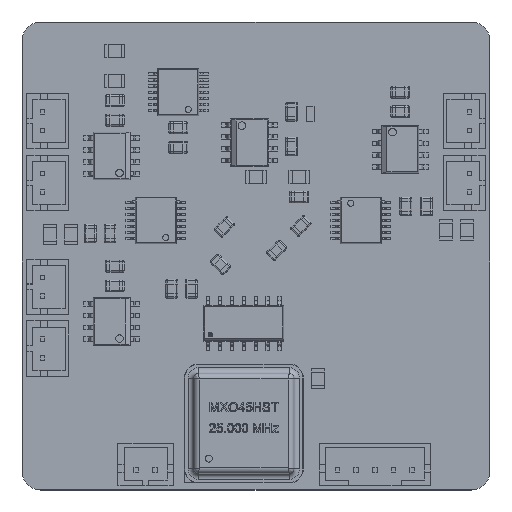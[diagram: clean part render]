
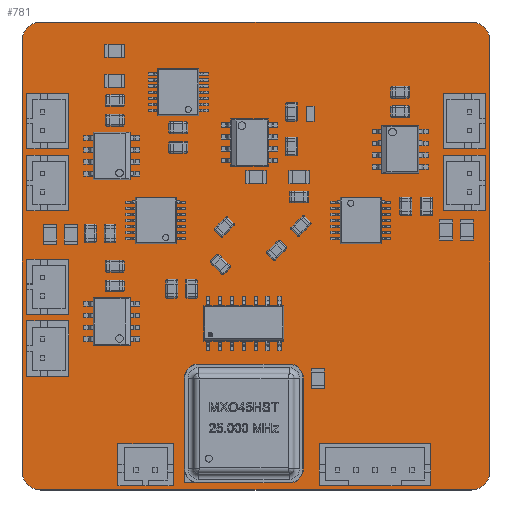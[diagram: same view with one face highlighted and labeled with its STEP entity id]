
A CAD part, top view. The second image highlights one B-rep face of the part: STEP entity #781.
In plain terms, the highlighted planar face has unit normal (0, 0, 1).
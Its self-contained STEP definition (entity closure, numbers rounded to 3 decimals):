
#516 = VERTEX_POINT('',#517);
#517 = CARTESIAN_POINT('',(0.,2.,0.798));
#523 = EDGE_CURVE('',#516,#524,#526,.T.);
#524 = VERTEX_POINT('',#525);
#525 = CARTESIAN_POINT('',(0.,48.,0.798));
#526 = LINE('',#527,#528);
#527 = CARTESIAN_POINT('',(0.,2.,0.798));
#528 = VECTOR('',#529,1.);
#529 = DIRECTION('',(0.,1.,0.));
#554 = EDGE_CURVE('',#524,#555,#557,.T.);
#555 = VERTEX_POINT('',#556);
#556 = CARTESIAN_POINT('',(2.,50.,0.798));
#557 = CIRCLE('',#558,2.001);
#558 = AXIS2_PLACEMENT_3D('',#559,#560,#561);
#559 = CARTESIAN_POINT('',(2.001,47.999,0.798));
#560 = DIRECTION('',(0.,0.,-1.));
#561 = DIRECTION('',(-1.,0.,0.));
#587 = EDGE_CURVE('',#555,#588,#590,.T.);
#588 = VERTEX_POINT('',#589);
#589 = CARTESIAN_POINT('',(48.,50.,0.798));
#590 = LINE('',#591,#592);
#591 = CARTESIAN_POINT('',(2.,50.,0.798));
#592 = VECTOR('',#593,1.);
#593 = DIRECTION('',(1.,0.,0.));
#618 = EDGE_CURVE('',#588,#619,#621,.T.);
#619 = VERTEX_POINT('',#620);
#620 = CARTESIAN_POINT('',(50.,48.,0.798));
#621 = CIRCLE('',#622,2.001);
#622 = AXIS2_PLACEMENT_3D('',#623,#624,#625);
#623 = CARTESIAN_POINT('',(47.999,47.999,0.798));
#624 = DIRECTION('',(0.,0.,-1.));
#625 = DIRECTION('',(0.,1.,0.));
#651 = EDGE_CURVE('',#619,#652,#654,.T.);
#652 = VERTEX_POINT('',#653);
#653 = CARTESIAN_POINT('',(50.,2.,0.798));
#654 = LINE('',#655,#656);
#655 = CARTESIAN_POINT('',(50.,48.,0.798));
#656 = VECTOR('',#657,1.);
#657 = DIRECTION('',(0.,-1.,0.));
#682 = EDGE_CURVE('',#652,#683,#685,.T.);
#683 = VERTEX_POINT('',#684);
#684 = CARTESIAN_POINT('',(48.,0.,0.798));
#685 = CIRCLE('',#686,2.001);
#686 = AXIS2_PLACEMENT_3D('',#687,#688,#689);
#687 = CARTESIAN_POINT('',(47.999,2.001,0.798));
#688 = DIRECTION('',(0.,0.,-1.));
#689 = DIRECTION('',(1.,0.,0.));
#715 = EDGE_CURVE('',#683,#716,#718,.T.);
#716 = VERTEX_POINT('',#717);
#717 = CARTESIAN_POINT('',(2.,0.,0.798));
#718 = LINE('',#719,#720);
#719 = CARTESIAN_POINT('',(48.,0.,0.798));
#720 = VECTOR('',#721,1.);
#721 = DIRECTION('',(-1.,0.,0.));
#746 = EDGE_CURVE('',#716,#516,#747,.T.);
#747 = CIRCLE('',#748,2.001);
#748 = AXIS2_PLACEMENT_3D('',#749,#750,#751);
#749 = CARTESIAN_POINT('',(2.001,2.001,0.798));
#750 = DIRECTION('',(0.,0.,-1.));
#751 = DIRECTION('',(0.,-1.,0.));
#781 = ADVANCED_FACE('',(#782),#792,.T.);
#782 = FACE_BOUND('',#783,.F.);
#783 = EDGE_LOOP('',(#784,#785,#786,#787,#788,#789,#790,#791));
#784 = ORIENTED_EDGE('',*,*,#523,.T.);
#785 = ORIENTED_EDGE('',*,*,#554,.T.);
#786 = ORIENTED_EDGE('',*,*,#587,.T.);
#787 = ORIENTED_EDGE('',*,*,#618,.T.);
#788 = ORIENTED_EDGE('',*,*,#651,.T.);
#789 = ORIENTED_EDGE('',*,*,#682,.T.);
#790 = ORIENTED_EDGE('',*,*,#715,.T.);
#791 = ORIENTED_EDGE('',*,*,#746,.T.);
#792 = PLANE('',#793);
#793 = AXIS2_PLACEMENT_3D('',#794,#795,#796);
#794 = CARTESIAN_POINT('',(0.,2.,0.798));
#795 = DIRECTION('',(0.,0.,1.));
#796 = DIRECTION('',(1.,0.,0.));
